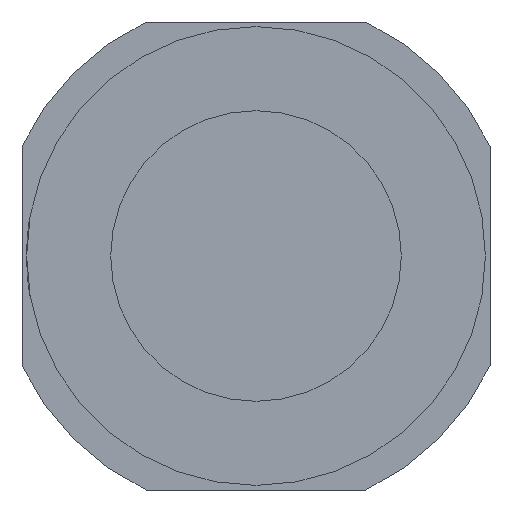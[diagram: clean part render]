
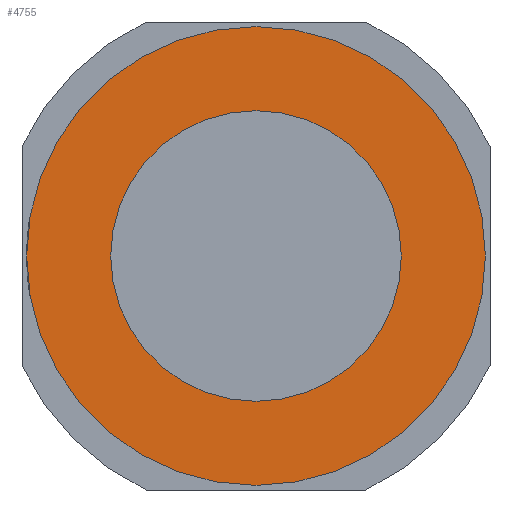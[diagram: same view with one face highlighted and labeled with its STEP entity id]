
A CAD part, left-side view. The second image highlights one B-rep face of the part: STEP entity #4755.
In plain terms, the highlighted planar face has unit normal (-1, 0, 0).
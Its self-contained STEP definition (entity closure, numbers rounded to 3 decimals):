
#4111 = EDGE_CURVE ( 'NONE', #11123, #11124, #7832, .T. ) ;
#4112 = EDGE_CURVE ( 'NONE', #11128, #11129, #7843, .T. ) ;
#4755 = ADVANCED_FACE ( 'NONE', ( #8466, #8467 ), #8471, .F. ) ;
#5050 = EDGE_CURVE ( 'NONE', #11124, #11123, #7974, .T. ) ;
#5053 = EDGE_CURVE ( 'NONE', #11129, #11128, #7970, .T. ) ;
#6560 = CARTESIAN_POINT ( 'NONE',  ( 0., 0., 47.5 ) ) ;
#6561 = CARTESIAN_POINT ( 'NONE',  ( 0., 0., -47.5 ) ) ;
#6565 = CARTESIAN_POINT ( 'NONE',  ( 0., 0., -75. ) ) ;
#6566 = CARTESIAN_POINT ( 'NONE',  ( 0., 0., 75. ) ) ;
#7832 = CIRCLE ( 'NONE', #7857, 47.5 ) ;
#7834 = AXIS2_PLACEMENT_3D ( 'NONE', #11854, #11853, #11852 ) ;
#7843 = CIRCLE ( 'NONE', #7834, 75. ) ;
#7857 = AXIS2_PLACEMENT_3D ( 'NONE', #11859, #11858, #11856 ) ;
#7906 = AXIS2_PLACEMENT_3D ( 'NONE', #9903, #9904, #9905 ) ;
#7923 = AXIS2_PLACEMENT_3D ( 'NONE', #8463, #8472, #8473 ) ;
#7970 = CIRCLE ( 'NONE', #7906, 75. ) ;
#7972 = AXIS2_PLACEMENT_3D ( 'NONE', #9892, #9893, #9894 ) ;
#7974 = CIRCLE ( 'NONE', #7972, 47.5 ) ;
#8463 = CARTESIAN_POINT ( 'NONE',  ( 0., 47.5, 0. ) ) ;
#8466 = FACE_BOUND ( 'NONE', #11823, .T. ) ;
#8467 = FACE_OUTER_BOUND ( 'NONE', #11834, .T. ) ;
#8471 = PLANE ( 'NONE',  #7923 ) ;
#8472 = DIRECTION ( 'NONE',  ( 1., 0., 0. ) ) ;
#8473 = DIRECTION ( 'NONE',  ( 0., 0., -1. ) ) ;
#9892 = CARTESIAN_POINT ( 'NONE',  ( 0., 0., 0. ) ) ;
#9893 = DIRECTION ( 'NONE',  ( -1., 0., 0. ) ) ;
#9894 = DIRECTION ( 'NONE',  ( 0., 0., 1. ) ) ;
#9903 = CARTESIAN_POINT ( 'NONE',  ( 0., 0., 0. ) ) ;
#9904 = DIRECTION ( 'NONE',  ( -1., 0., 0. ) ) ;
#9905 = DIRECTION ( 'NONE',  ( 0., 0., 1. ) ) ;
#11123 = VERTEX_POINT ( 'NONE', #6560 ) ;
#11124 = VERTEX_POINT ( 'NONE', #6561 ) ;
#11128 = VERTEX_POINT ( 'NONE', #6565 ) ;
#11129 = VERTEX_POINT ( 'NONE', #6566 ) ;
#11823 = EDGE_LOOP ( 'NONE', ( #12045, #12046 ) ) ;
#11834 = EDGE_LOOP ( 'NONE', ( #12047, #12031 ) ) ;
#11852 = DIRECTION ( 'NONE',  ( 0., 0., 1. ) ) ;
#11853 = DIRECTION ( 'NONE',  ( -1., 0., 0. ) ) ;
#11854 = CARTESIAN_POINT ( 'NONE',  ( 0., 0., 0. ) ) ;
#11856 = DIRECTION ( 'NONE',  ( 0., 0., 1. ) ) ;
#11858 = DIRECTION ( 'NONE',  ( -1., 0., 0. ) ) ;
#11859 = CARTESIAN_POINT ( 'NONE',  ( 0., 0., 0. ) ) ;
#12031 = ORIENTED_EDGE ( 'NONE', *, *, #4112, .T. ) ;
#12045 = ORIENTED_EDGE ( 'NONE', *, *, #4111, .F. ) ;
#12046 = ORIENTED_EDGE ( 'NONE', *, *, #5050, .F. ) ;
#12047 = ORIENTED_EDGE ( 'NONE', *, *, #5053, .T. ) ;
